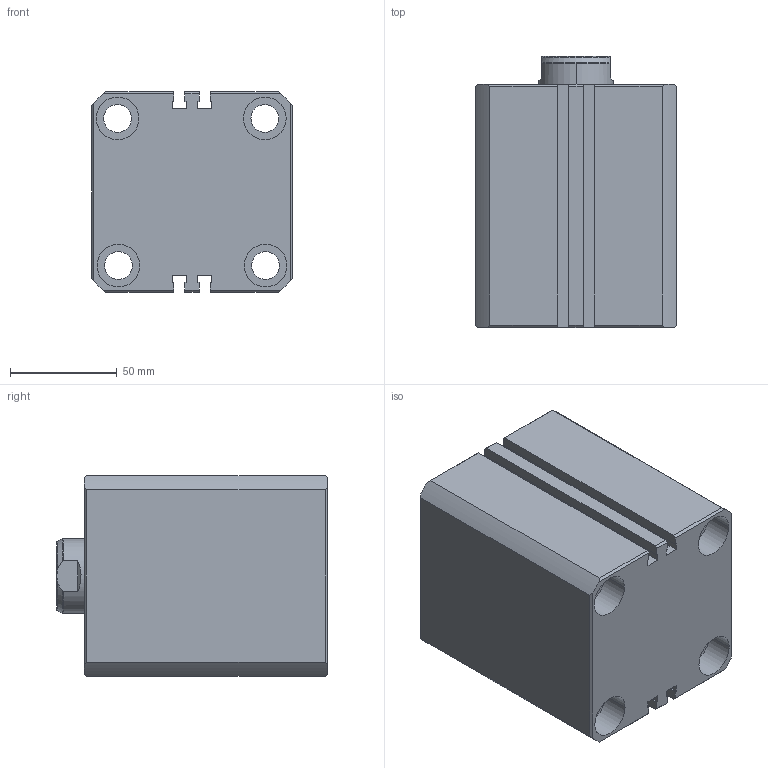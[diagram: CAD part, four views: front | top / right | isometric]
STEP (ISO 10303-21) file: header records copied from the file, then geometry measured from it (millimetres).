
FILE_DESCRIPTION (( 'STEP AP214' ), '1' );
FILE_NAME ('chtm-sd63x30n_asm.STEP', '2018-05-12T08:51:16', ( 'Windows' ), ( 'Microsoft' ), 'SwSTEP 2.0', 'SolidWorks 2015', '' );
FILE_SCHEMA (( 'AUTOMOTIVE_DESIGN' ));
Length unit declared in the file: millimetre
Products named in the file (4): CHTM-SD63X50QG; CHTM-SD63X30NBT; CHTM-SD63X30HSG; chtm-sd63x30n_asm
Assembly tree (3 placements, depth 2):
  chtm-sd63x30n_asm
    CHTM-SD63X30HSG
    CHTM-SD63X30NBT
    CHTM-SD63X50QG
Bounding box: 94 x 127 x 94 mm (x, y, z)
Volume: 785582.4 mm3; surface area: 159276.4 mm2
Topology: 3 solids, 3 shells, 322 faces, 770 edges, 488 vertices
Faces by surface type: cylinder 127, plane 100, torus 77, cone 14, bspline 4
Entity records: 12505 total; most frequent: CARTESIAN_POINT 4902, DIRECTION 1633, ORIENTED_EDGE 1536, EDGE_CURVE 768, AXIS2_PLACEMENT_3D 672, VERTEX_POINT 488, EDGE_LOOP 372, CIRCLE 348
